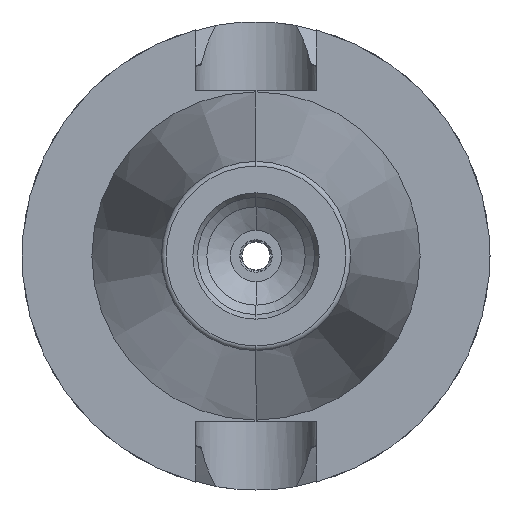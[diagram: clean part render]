
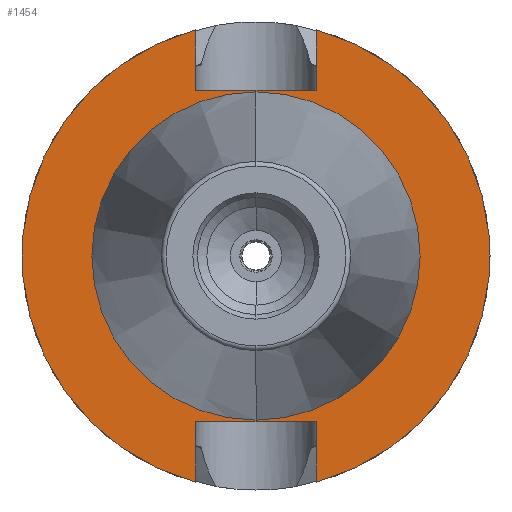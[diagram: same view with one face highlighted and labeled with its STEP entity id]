
A CAD part, left-side view. The second image highlights one B-rep face of the part: STEP entity #1454.
In plain terms, the highlighted planar face has unit normal (-1, 0, 0).
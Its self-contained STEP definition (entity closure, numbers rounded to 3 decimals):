
#38 = PLANE ( 'NONE',  #4750 ) ;
#344 = LINE ( 'NONE', #7402, #369 ) ;
#369 = VECTOR ( 'NONE', #7535, 1000. ) ;
#400 = CARTESIAN_POINT ( 'NONE',  ( 3., 0., 0. ) ) ;
#553 = EDGE_CURVE ( 'NONE', #8439, #7226, #569, .T. ) ;
#569 = LINE ( 'NONE', #1506, #1717 ) ;
#804 = VERTEX_POINT ( 'NONE', #7712 ) ;
#1125 = EDGE_CURVE ( 'NONE', #4254, #8439, #6881, .T. ) ;
#1218 = VERTEX_POINT ( 'NONE', #8238 ) ;
#1432 = CARTESIAN_POINT ( 'NONE',  ( 3., -12.85, -35.4 ) ) ;
#1454 = ADVANCED_FACE ( 'NONE', ( #6757, #6049 ), #38, .F. ) ;
#1506 = CARTESIAN_POINT ( 'NONE',  ( 3., -12.85, -35.4 ) ) ;
#1641 = EDGE_LOOP ( 'NONE', ( #5320, #5352, #5432, #5440, #5498, #5510, #5568, #5577 ) ) ;
#1648 = CARTESIAN_POINT ( 'NONE',  ( 3., 0., 0. ) ) ;
#1717 = VECTOR ( 'NONE', #8591, 1000. ) ;
#1757 = EDGE_CURVE ( 'NONE', #4254, #1218, #3598, .T. ) ;
#1819 = CARTESIAN_POINT ( 'NONE',  ( 3., 12.85, -48.321 ) ) ;
#2377 = EDGE_CURVE ( 'NONE', #9516, #1218, #344, .T. ) ;
#3063 = EDGE_CURVE ( 'NONE', #9650, #9516, #8532, .T. ) ;
#3084 = DIRECTION ( 'NONE',  ( 0., 0., 1. ) ) ;
#3218 = DIRECTION ( 'NONE',  ( -1., 0., 0. ) ) ;
#3354 = CARTESIAN_POINT ( 'NONE',  ( 3., 0., 0. ) ) ;
#3598 = CIRCLE ( 'NONE', #4145, 50. ) ;
#3631 = CARTESIAN_POINT ( 'NONE',  ( 3., -12.85, 35.4 ) ) ;
#3770 = EDGE_CURVE ( 'NONE', #8652, #9650, #5367, .T. ) ;
#3774 = DIRECTION ( 'NONE',  ( 0., -1., 0. ) ) ;
#4118 = DIRECTION ( 'NONE',  ( 0., 0., -1. ) ) ;
#4141 = VERTEX_POINT ( 'NONE', #7382 ) ;
#4145 = AXIS2_PLACEMENT_3D ( 'NONE', #1648, #3218, #3084 ) ;
#4189 = CARTESIAN_POINT ( 'NONE',  ( 3., 12.85, 48.321 ) ) ;
#4254 = VERTEX_POINT ( 'NONE', #7100 ) ;
#4535 = CARTESIAN_POINT ( 'NONE',  ( 3., 0., 0. ) ) ;
#4604 = DIRECTION ( 'NONE',  ( 0., 0., 1. ) ) ;
#4714 = CARTESIAN_POINT ( 'NONE',  ( 3., -12.85, -48.321 ) ) ;
#4750 = AXIS2_PLACEMENT_3D ( 'NONE', #5153, #6723, #9560 ) ;
#4770 = EDGE_LOOP ( 'NONE', ( #5587, #5598 ) ) ;
#5153 = CARTESIAN_POINT ( 'NONE',  ( 3., 0., 0. ) ) ;
#5213 = CARTESIAN_POINT ( 'NONE',  ( 3., -12.85, 35.4 ) ) ;
#5320 = ORIENTED_EDGE ( 'NONE', *, *, #9059, .T. ) ;
#5323 = VECTOR ( 'NONE', #9025, 1000. ) ;
#5352 = ORIENTED_EDGE ( 'NONE', *, *, #8649, .F. ) ;
#5367 = LINE ( 'NONE', #4189, #5323 ) ;
#5432 = ORIENTED_EDGE ( 'NONE', *, *, #553, .F. ) ;
#5440 = ORIENTED_EDGE ( 'NONE', *, *, #1125, .F. ) ;
#5498 = ORIENTED_EDGE ( 'NONE', *, *, #1757, .T. ) ;
#5510 = ORIENTED_EDGE ( 'NONE', *, *, #2377, .F. ) ;
#5568 = ORIENTED_EDGE ( 'NONE', *, *, #3063, .F. ) ;
#5577 = ORIENTED_EDGE ( 'NONE', *, *, #3770, .F. ) ;
#5587 = ORIENTED_EDGE ( 'NONE', *, *, #8726, .T. ) ;
#5598 = ORIENTED_EDGE ( 'NONE', *, *, #8611, .T. ) ;
#5640 = CARTESIAN_POINT ( 'NONE',  ( 3., 12.85, -48.321 ) ) ;
#6046 = VERTEX_POINT ( 'NONE', #5640 ) ;
#6049 = FACE_BOUND ( 'NONE', #4770, .T. ) ;
#6097 = DIRECTION ( 'NONE',  ( 0., 0., 1. ) ) ;
#6176 = CARTESIAN_POINT ( 'NONE',  ( 3., 12.85, -35.4 ) ) ;
#6220 = VECTOR ( 'NONE', #7340, 1000. ) ;
#6599 = AXIS2_PLACEMENT_3D ( 'NONE', #3354, #8817, #4118 ) ;
#6723 = DIRECTION ( 'NONE',  ( 1., 0., 0. ) ) ;
#6757 = FACE_OUTER_BOUND ( 'NONE', #1641, .T. ) ;
#6796 = VECTOR ( 'NONE', #6097, 1000. ) ;
#6881 = LINE ( 'NONE', #4714, #6796 ) ;
#7100 = CARTESIAN_POINT ( 'NONE',  ( 3., -12.85, -48.321 ) ) ;
#7226 = VERTEX_POINT ( 'NONE', #6176 ) ;
#7340 = DIRECTION ( 'NONE',  ( 0., 0., -1. ) ) ;
#7382 = CARTESIAN_POINT ( 'NONE',  ( 3., 0., -34.571 ) ) ;
#7402 = CARTESIAN_POINT ( 'NONE',  ( 3., -12.85, 48.321 ) ) ;
#7535 = DIRECTION ( 'NONE',  ( 0., 0., 1. ) ) ;
#7704 = LINE ( 'NONE', #1819, #6220 ) ;
#7712 = CARTESIAN_POINT ( 'NONE',  ( 3., 0., 34.571 ) ) ;
#7726 = CIRCLE ( 'NONE', #8731, 50. ) ;
#8108 = DIRECTION ( 'NONE',  ( 0., 0., -1. ) ) ;
#8211 = DIRECTION ( 'NONE',  ( 1., 0., 0. ) ) ;
#8238 = CARTESIAN_POINT ( 'NONE',  ( 3., -12.85, 48.321 ) ) ;
#8309 = CIRCLE ( 'NONE', #6599, 34.571 ) ;
#8439 = VERTEX_POINT ( 'NONE', #1432 ) ;
#8470 = VECTOR ( 'NONE', #3774, 1000. ) ;
#8527 = DIRECTION ( 'NONE',  ( -1., 0., 0. ) ) ;
#8532 = LINE ( 'NONE', #3631, #8470 ) ;
#8565 = CARTESIAN_POINT ( 'NONE',  ( 3., 12.85, 35.4 ) ) ;
#8591 = DIRECTION ( 'NONE',  ( 0., 1., 0. ) ) ;
#8611 = EDGE_CURVE ( 'NONE', #4141, #804, #8309, .T. ) ;
#8649 = EDGE_CURVE ( 'NONE', #7226, #6046, #7704, .T. ) ;
#8652 = VERTEX_POINT ( 'NONE', #8905 ) ;
#8726 = EDGE_CURVE ( 'NONE', #804, #4141, #9282, .T. ) ;
#8731 = AXIS2_PLACEMENT_3D ( 'NONE', #4535, #8527, #4604 ) ;
#8817 = DIRECTION ( 'NONE',  ( 1., 0., 0. ) ) ;
#8905 = CARTESIAN_POINT ( 'NONE',  ( 3., 12.85, 48.321 ) ) ;
#9025 = DIRECTION ( 'NONE',  ( 0., 0., -1. ) ) ;
#9059 = EDGE_CURVE ( 'NONE', #8652, #6046, #7726, .T. ) ;
#9282 = CIRCLE ( 'NONE', #9670, 34.571 ) ;
#9516 = VERTEX_POINT ( 'NONE', #5213 ) ;
#9560 = DIRECTION ( 'NONE',  ( 0., 0., -1. ) ) ;
#9650 = VERTEX_POINT ( 'NONE', #8565 ) ;
#9670 = AXIS2_PLACEMENT_3D ( 'NONE', #400, #8211, #8108 ) ;
